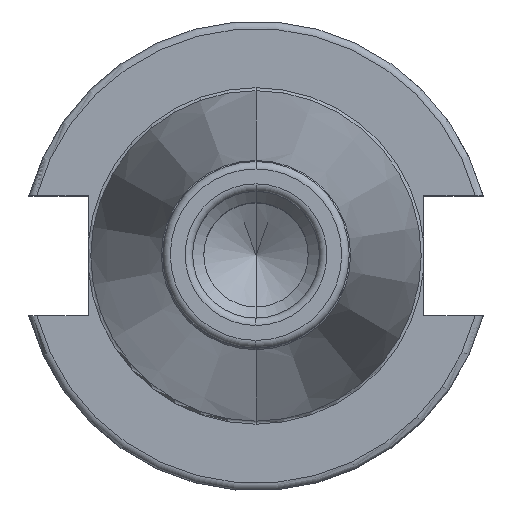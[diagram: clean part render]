
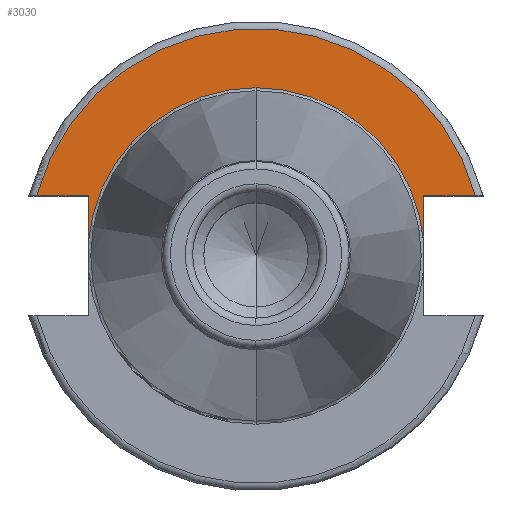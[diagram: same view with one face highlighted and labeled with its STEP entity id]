
A CAD part, top view. The second image highlights one B-rep face of the part: STEP entity #3030.
In plain terms, the highlighted planar face has unit normal (0, 0, 1).
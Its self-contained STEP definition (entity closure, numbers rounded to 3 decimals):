
#498=CARTESIAN_POINT('',(0,0,10));
#499=DIRECTION('',(0,0,1));
#500=DIRECTION('',(0,1,0));
#501=AXIS2_PLACEMENT_3D('',#498,#499,#500);
#1096=DIRECTION('',(0,1,0));
#1097=VECTOR('',#1096,6.317);
#1098=CARTESIAN_POINT('',(-22.5,1.733,10));
#1099=LINE('',#1098,#1097);
#1100=DIRECTION('',(1,0,0));
#1101=VECTOR('',#1100,6.918);
#1102=CARTESIAN_POINT('',(-29.418,8.05,10));
#1103=LINE('',#1102,#1101);
#1104=DIRECTION('',(-1,0,0));
#1105=VECTOR('',#1104,6.918);
#1106=CARTESIAN_POINT('',(29.418,8.05,10));
#1107=LINE('',#1106,#1105);
#1108=DIRECTION('',(0,-1,0));
#1109=VECTOR('',#1108,6.317);
#1110=CARTESIAN_POINT('',(22.5,8.05,10));
#1111=LINE('',#1110,#1109);
#1126=CARTESIAN_POINT('',(0,0,10));
#1127=DIRECTION('',(0,0,-1));
#1128=DIRECTION('',(0,1,0));
#1129=AXIS2_PLACEMENT_3D('',#1126,#1127,#1128);
#1253=CARTESIAN_POINT('',(0,0,10));
#1254=DIRECTION('',(0,0,1));
#1255=DIRECTION('',(0.965,0.264,0));
#1256=AXIS2_PLACEMENT_3D('',#1253,#1254,#1255);
#1388=CARTESIAN_POINT('',(0,22.567,10));
#1390=VERTEX_POINT('',#1388);
#1504=CARTESIAN_POINT('',(-22.5,1.733,10));
#1505=CARTESIAN_POINT('',(-22.5,8.05,10));
#1506=VERTEX_POINT('',#1504);
#1507=VERTEX_POINT('',#1505);
#1508=CARTESIAN_POINT('',(-29.418,8.05,10));
#1509=VERTEX_POINT('',#1508);
#1510=CARTESIAN_POINT('',(22.5,8.05,10));
#1511=CARTESIAN_POINT('',(22.5,1.733,10));
#1512=VERTEX_POINT('',#1510);
#1513=VERTEX_POINT('',#1511);
#1520=CARTESIAN_POINT('',(29.418,8.05,10));
#1521=VERTEX_POINT('',#1520);
#3013=CARTESIAN_POINT('',(0,0,10));
#3014=DIRECTION('',(0,0,-1));
#3015=DIRECTION('',(0,-1,0));
#3016=AXIS2_PLACEMENT_3D('',#3013,#3014,#3015);
#3017=PLANE('',#3016);
#3018=ORIENTED_EDGE('',*,*,#2398,.T.);
#3020=ORIENTED_EDGE('',*,*,#3019,.F.);
#3022=ORIENTED_EDGE('',*,*,#3021,.F.);
#3023=ORIENTED_EDGE('',*,*,#2984,.T.);
#3024=ORIENTED_EDGE('',*,*,#2971,.T.);
#3026=ORIENTED_EDGE('',*,*,#3025,.F.);
#3027=ORIENTED_EDGE('',*,*,#2375,.T.);
#3028=EDGE_LOOP('',(#3018,#3020,#3022,#3023,#3024,#3026,#3027));
#3029=FACE_OUTER_BOUND('',#3028,.F.);
#3030=ADVANCED_FACE('',(#3029),#3017,.F.);
#502=CIRCLE('',#501,22.567);
#1130=CIRCLE('',#1129,22.567);
#1257=CIRCLE('',#1256,30.5);
#2375=EDGE_CURVE('',#1390,#1506,#502,.T.);
#2398=EDGE_CURVE('',#1506,#1507,#1099,.T.);
#2971=EDGE_CURVE('',#1512,#1513,#1111,.T.);
#2984=EDGE_CURVE('',#1521,#1512,#1107,.T.);
#3019=EDGE_CURVE('',#1509,#1507,#1103,.T.);
#3021=EDGE_CURVE('',#1521,#1509,#1257,.T.);
#3025=EDGE_CURVE('',#1390,#1513,#1130,.T.);
